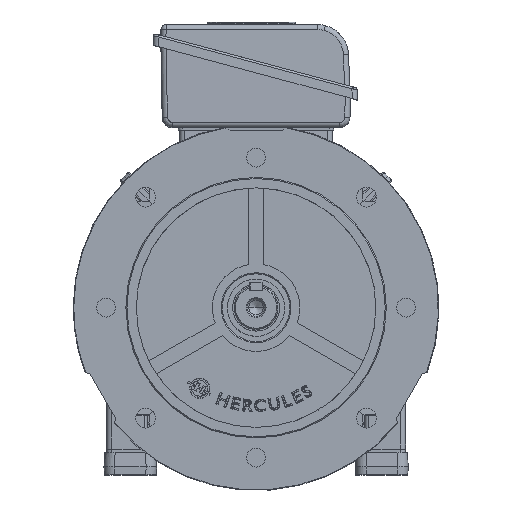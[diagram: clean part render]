
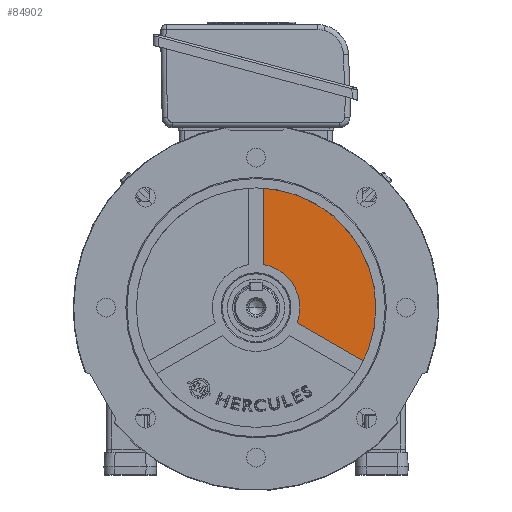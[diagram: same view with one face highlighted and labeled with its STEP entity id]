
A CAD part, top view. The second image highlights one B-rep face of the part: STEP entity #84902.
In plain terms, the highlighted face is planar.
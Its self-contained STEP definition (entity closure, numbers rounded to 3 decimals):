
#766 = VERTEX_POINT ( 'NONE', #22897 ) ;
#2385 = DIRECTION ( 'NONE',  ( 0., 0., -1. ) ) ;
#5898 = CARTESIAN_POINT ( 'NONE',  ( -6., 0., 115. ) ) ;
#5989 = EDGE_CURVE ( 'NONE', #17433, #766, #6004, .T. ) ;
#6004 = LINE ( 'NONE', #44417, #73946 ) ;
#8440 = ORIENTED_EDGE ( 'NONE', *, *, #72238, .T. ) ;
#10325 = ORIENTED_EDGE ( 'NONE', *, *, #49389, .T. ) ;
#10729 = ORIENTED_EDGE ( 'NONE', *, *, #14297, .F. ) ;
#11330 = DIRECTION ( 'NONE',  ( -1., 0., 0. ) ) ;
#12038 = DIRECTION ( 'NONE',  ( 1., 0., 0. ) ) ;
#12804 = DIRECTION ( 'NONE',  ( 0., 0., -1. ) ) ;
#13646 = LINE ( 'NONE', #103784, #65811 ) ;
#14297 = EDGE_CURVE ( 'NONE', #37058, #104393, #60499, .T. ) ;
#17433 = VERTEX_POINT ( 'NONE', #90918 ) ;
#21475 = AXIS2_PLACEMENT_3D ( 'NONE', #98943, #11330, #63106 ) ;
#22897 = CARTESIAN_POINT ( 'NONE',  ( -6., 41.413, 7. ) ) ;
#29905 = FACE_OUTER_BOUND ( 'NONE', #106513, .T. ) ;
#37058 = VERTEX_POINT ( 'NONE', #5898 ) ;
#44417 = CARTESIAN_POINT ( 'NONE',  ( -6., 119.796, 7. ) ) ;
#49389 = EDGE_CURVE ( 'NONE', #54413, #104393, #13646, .T. ) ;
#50269 = CIRCLE ( 'NONE', #93076, 115. ) ;
#54413 = VERTEX_POINT ( 'NONE', #78728 ) ;
#54653 = DIRECTION ( 'NONE',  ( 0., -1., 0. ) ) ;
#57026 = DIRECTION ( 'NONE',  ( 0., 0., -1. ) ) ;
#60499 = CIRCLE ( 'NONE', #93186, 115. ) ;
#61367 = ORIENTED_EDGE ( 'NONE', *, *, #5989, .T. ) ;
#61431 = DIRECTION ( 'NONE',  ( 1., 0., 0. ) ) ;
#63106 = DIRECTION ( 'NONE',  ( 0., 0., 1. ) ) ;
#65811 = VECTOR ( 'NONE', #82701, 1000. ) ;
#66599 = CARTESIAN_POINT ( 'NONE',  ( -6., 0., 0. ) ) ;
#71029 = CARTESIAN_POINT ( 'NONE',  ( -6., 0., 0. ) ) ;
#71981 = EDGE_CURVE ( 'NONE', #17433, #37058, #50269, .T. ) ;
#72238 = EDGE_CURVE ( 'NONE', #766, #54413, #119625, .T. ) ;
#73946 = VECTOR ( 'NONE', #54653, 1000. ) ;
#78728 = CARTESIAN_POINT ( 'NONE',  ( -6., -14.644, 39.364 ) ) ;
#82701 = DIRECTION ( 'NONE',  ( 0., -0.5, 0.866 ) ) ;
#84902 = ADVANCED_FACE ( 'NONE', ( #29905 ), #98314, .T. ) ;
#90118 = ORIENTED_EDGE ( 'NONE', *, *, #71981, .F. ) ;
#90918 = CARTESIAN_POINT ( 'NONE',  ( -6., 114.787, 7. ) ) ;
#93076 = AXIS2_PLACEMENT_3D ( 'NONE', #71029, #61431, #12804 ) ;
#93186 = AXIS2_PLACEMENT_3D ( 'NONE', #66599, #105600, #57026 ) ;
#98314 = PLANE ( 'NONE',  #21475 ) ;
#98943 = CARTESIAN_POINT ( 'NONE',  ( -6., 115., 0. ) ) ;
#103784 = CARTESIAN_POINT ( 'NONE',  ( -6., -53.836, 107.246 ) ) ;
#104393 = VERTEX_POINT ( 'NONE', #122148 ) ;
#105600 = DIRECTION ( 'NONE',  ( 1., 0., 0. ) ) ;
#106513 = EDGE_LOOP ( 'NONE', ( #61367, #8440, #10325, #10729, #90118 ) ) ;
#107416 = AXIS2_PLACEMENT_3D ( 'NONE', #113462, #12038, #2385 ) ;
#113462 = CARTESIAN_POINT ( 'NONE',  ( -6., 0., 0. ) ) ;
#119625 = CIRCLE ( 'NONE', #107416, 42. ) ;
#122148 = CARTESIAN_POINT ( 'NONE',  ( -6., -51.331, 102.908 ) ) ;
